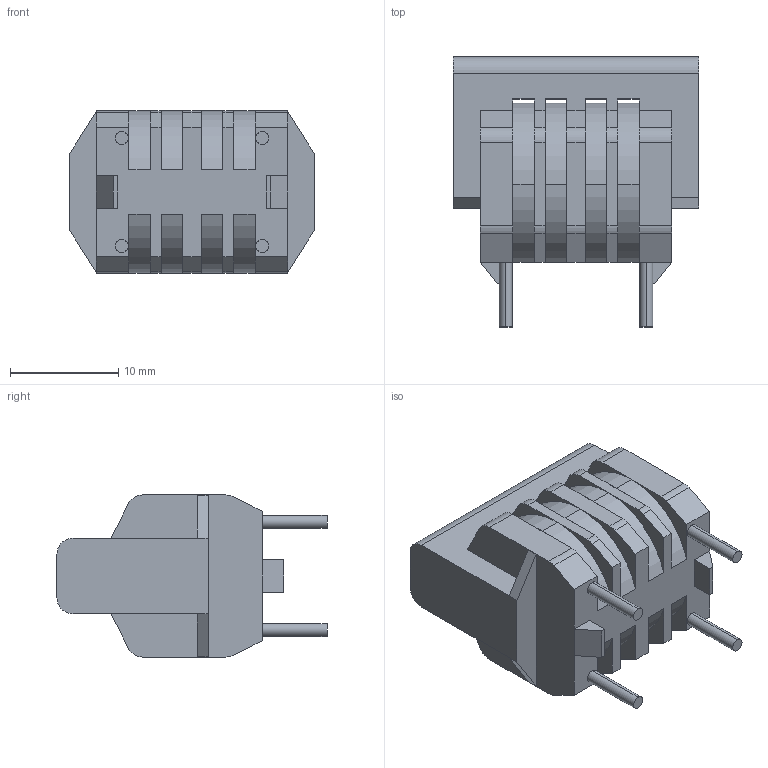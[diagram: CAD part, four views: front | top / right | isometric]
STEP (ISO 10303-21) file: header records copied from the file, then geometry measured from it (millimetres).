
FILE_DESCRIPTION (( 'STEP AP214' ), '1' );
FILE_NAME ('Line Filter ELF-15N022A Panasonic.STEP', '2021-08-26T10:32:14', ( '' ), ( '' ), 'SwSTEP 2.0', 'SolidWorks 2020', '' );
FILE_SCHEMA (( 'AUTOMOTIVE_DESIGN' ));
Length unit declared in the file: millimetre
Products named in the file (1): Line Filter ELF-15N022A Panasonic
Bounding box: 22.7 x 25 x 15 mm (x, y, z)
Volume: 4379.4 mm3; surface area: 2210 mm2
Topology: 1 solids, 1 shells, 132 faces, 362 edges, 228 vertices
Faces by surface type: plane 86, cylinder 46
Entity records: 4452 total; most frequent: ORIENTED_EDGE 724, CARTESIAN_POINT 723, DIRECTION 720, EDGE_CURVE 362, LINE 270, VECTOR 270, VERTEX_POINT 228, AXIS2_PLACEMENT_3D 225
